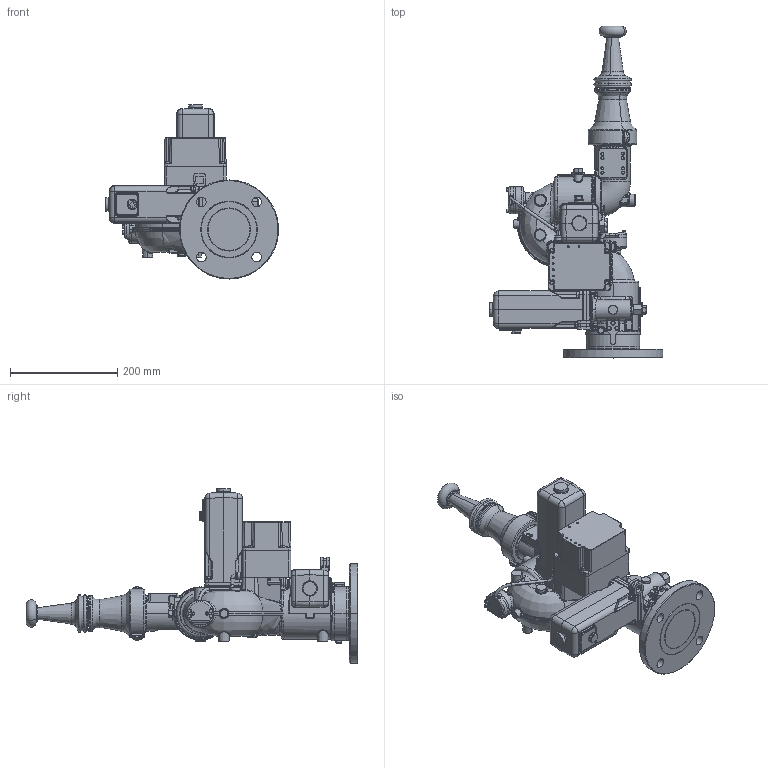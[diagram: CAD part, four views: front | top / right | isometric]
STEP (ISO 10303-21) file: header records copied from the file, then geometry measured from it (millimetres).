
FILE_DESCRIPTION (( 'STEP AP203' ), '1' );
FILE_NAME ('HydroBlast.STEP', '2022-10-12T04:29:26', ( '' ), ( '' ), 'SwSTEP 2.0', 'SolidWorks 2021', '' );
FILE_SCHEMA (( 'CONFIG_CONTROL_DESIGN' ));
Products named in the file (1): HydroBlast
Bounding box: 323.23 x 619.34 x 324.99 mm (x, y, z)
Volume: 7955204 mm3; surface area: 725891.8 mm2
Topology: 6 solids, 10 shells, 4136 faces, 10651 edges, 6556 vertices
Faces by surface type: plane 1609, cylinder 1036, bspline 889, cone 311, torus 231, sphere 60
Entity records: 202375 total; most frequent: CARTESIAN_POINT 108956, ORIENTED_EDGE 21076, DIRECTION 17574, EDGE_CURVE 10538, VERTEX_POINT 6556, AXIS2_PLACEMENT_3D 6262, LINE 5050, VECTOR 5050
